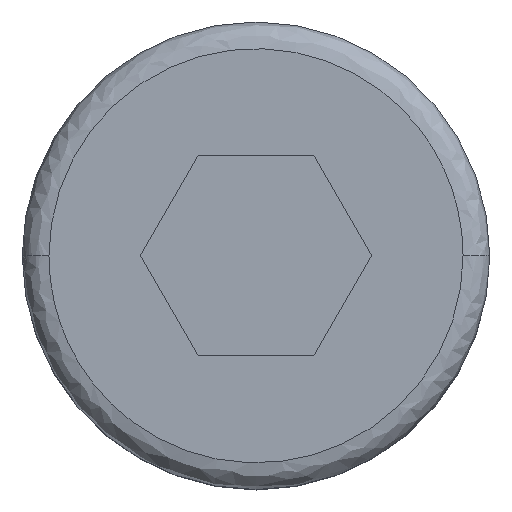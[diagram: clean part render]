
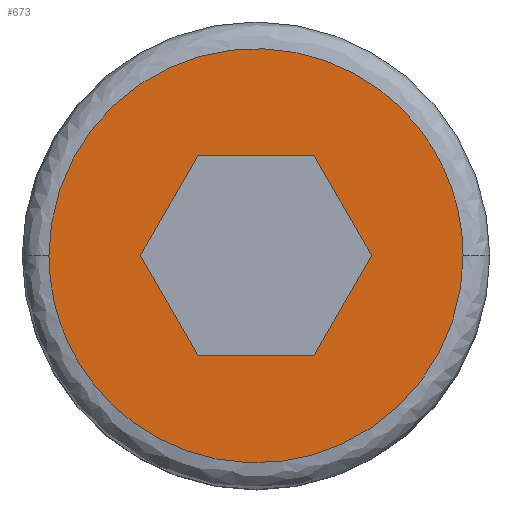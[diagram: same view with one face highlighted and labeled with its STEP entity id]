
A CAD part, top view. The second image highlights one B-rep face of the part: STEP entity #673.
In plain terms, the highlighted planar face has unit normal (0, 0, 1).
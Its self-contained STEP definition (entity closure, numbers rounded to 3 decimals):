
#4 = EDGE_LOOP ( 'NONE', ( #373, #306, #222, #143, #281, #272 ) ) ;
#35 = PLANE ( 'NONE',  #102 ) ;
#37 = CARTESIAN_POINT ( 'NONE',  ( 1.299, 0.75, 4. ) ) ;
#39 = VERTEX_POINT ( 'NONE', #253 ) ;
#55 = LINE ( 'NONE', #104, #590 ) ;
#72 = EDGE_CURVE ( 'NONE', #528, #296, #300, .T. ) ;
#76 = LINE ( 'NONE', #169, #334 ) ;
#77 = LINE ( 'NONE', #427, #626 ) ;
#93 = EDGE_CURVE ( 'NONE', #244, #615, #77, .T. ) ;
#102 = AXIS2_PLACEMENT_3D ( 'NONE', #447, #241, #199 ) ;
#104 = CARTESIAN_POINT ( 'NONE',  ( 0., -1.5, 4. ) ) ;
#112 = CARTESIAN_POINT ( 'NONE',  ( 3.1, -6.2, 4. ) ) ;
#139 = DIRECTION ( 'NONE',  ( 0.5, 0.866, 0. ) ) ;
#143 = ORIENTED_EDGE ( 'NONE', *, *, #369, .T. ) ;
#149 = CARTESIAN_POINT ( 'NONE',  ( 0.866, -1.5, 4. ) ) ;
#159 = DIRECTION ( 'NONE',  ( -1., 0., 0. ) ) ;
#165 = VECTOR ( 'NONE', #616, 1000. ) ;
#167 = DIRECTION ( 'NONE',  ( -0.5, -0.866, 0. ) ) ;
#168 = VERTEX_POINT ( 'NONE', #534 ) ;
#169 = CARTESIAN_POINT ( 'NONE',  ( 1.299, -0.75, 4. ) ) ;
#180 = CARTESIAN_POINT ( 'NONE',  ( -3.1, 0., 4. ) ) ;
#186 = CARTESIAN_POINT ( 'NONE',  ( 3.1, 0., 4. ) ) ;
#189 = EDGE_CURVE ( 'NONE', #39, #471, #76, .T. ) ;
#199 = DIRECTION ( 'NONE',  ( 1., 0., 0. ) ) ;
#202 = LINE ( 'NONE', #363, #602 ) ;
#217 = FACE_OUTER_BOUND ( 'NONE', #442, .T. ) ;
#222 = ORIENTED_EDGE ( 'NONE', *, *, #93, .T. ) ;
#237 = CARTESIAN_POINT ( 'NONE',  ( 3.1, 6.2, 4. ) ) ;
#239 = LINE ( 'NONE', #37, #165 ) ;
#241 = DIRECTION ( 'NONE',  ( 0., 0., 1. ) ) ;
#244 = VERTEX_POINT ( 'NONE', #582 ) ;
#253 = CARTESIAN_POINT ( 'NONE',  ( 1.732, 0., 4. ) ) ;
#272 = ORIENTED_EDGE ( 'NONE', *, *, #339, .T. ) ;
#281 = ORIENTED_EDGE ( 'NONE', *, *, #189, .T. ) ;
#296 = VERTEX_POINT ( 'NONE', #180 ) ;
#298 = EDGE_CURVE ( 'NONE', #618, #168, #449, .T. ) ;
#300 =( BOUNDED_CURVE ( )  B_SPLINE_CURVE ( 3, ( #380, #112, #482, #475 ),
 .UNSPECIFIED., .F., .T. ) 
 B_SPLINE_CURVE_WITH_KNOTS ( ( 4, 4 ),
 ( 0., 0.5 ),
 .UNSPECIFIED. ) 
 CURVE ( )  GEOMETRIC_REPRESENTATION_ITEM ( )  RATIONAL_B_SPLINE_CURVE ( ( 1., 0.333, 0.333, 1. ) ) 
 REPRESENTATION_ITEM ( '' )  );
#306 = ORIENTED_EDGE ( 'NONE', *, *, #640, .T. ) ;
#329 = FACE_BOUND ( 'NONE', #4, .T. ) ;
#334 = VECTOR ( 'NONE', #167, 1000. ) ;
#338 = CARTESIAN_POINT ( 'NONE',  ( -1.299, -0.75, 4. ) ) ;
#339 = EDGE_CURVE ( 'NONE', #471, #618, #55, .T. ) ;
#346 = CARTESIAN_POINT ( 'NONE',  ( -3.1, 6.2, 4. ) ) ;
#363 = CARTESIAN_POINT ( 'NONE',  ( -1.732, 0., 4. ) ) ;
#369 = EDGE_CURVE ( 'NONE', #615, #39, #239, .T. ) ;
#373 = ORIENTED_EDGE ( 'NONE', *, *, #298, .T. ) ;
#380 = CARTESIAN_POINT ( 'NONE',  ( 3.1, 0., 4. ) ) ;
#390 = DIRECTION ( 'NONE',  ( -0.5, 0.866, 0. ) ) ;
#408 = CARTESIAN_POINT ( 'NONE',  ( 0.866, 1.5, 4. ) ) ;
#427 = CARTESIAN_POINT ( 'NONE',  ( 0., 1.5, 4. ) ) ;
#440 = VECTOR ( 'NONE', #390, 1000. ) ;
#442 = EDGE_LOOP ( 'NONE', ( #563, #472 ) ) ;
#447 = CARTESIAN_POINT ( 'NONE',  ( 1.55, 0., 4. ) ) ;
#448 =( BOUNDED_CURVE ( )  B_SPLINE_CURVE ( 3, ( #544, #346, #237, #186 ),
 .UNSPECIFIED., .F., .F. ) 
 B_SPLINE_CURVE_WITH_KNOTS ( ( 4, 4 ),
 ( 0.5, 1. ),
 .UNSPECIFIED. ) 
 CURVE ( )  GEOMETRIC_REPRESENTATION_ITEM ( )  RATIONAL_B_SPLINE_CURVE ( ( 1., 0.333, 0.333, 1. ) ) 
 REPRESENTATION_ITEM ( '' )  );
#449 = LINE ( 'NONE', #338, #440 ) ;
#471 = VERTEX_POINT ( 'NONE', #149 ) ;
#472 = ORIENTED_EDGE ( 'NONE', *, *, #535, .F. ) ;
#475 = CARTESIAN_POINT ( 'NONE',  ( -3.1, 0., 4. ) ) ;
#482 = CARTESIAN_POINT ( 'NONE',  ( -3.1, -6.2, 4. ) ) ;
#528 = VERTEX_POINT ( 'NONE', #657 ) ;
#534 = CARTESIAN_POINT ( 'NONE',  ( -1.732, 0., 4. ) ) ;
#535 = EDGE_CURVE ( 'NONE', #296, #528, #448, .T. ) ;
#544 = CARTESIAN_POINT ( 'NONE',  ( -3.1, 0., 4. ) ) ;
#563 = ORIENTED_EDGE ( 'NONE', *, *, #72, .F. ) ;
#570 = DIRECTION ( 'NONE',  ( 1., 0., 0. ) ) ;
#582 = CARTESIAN_POINT ( 'NONE',  ( -0.866, 1.5, 4. ) ) ;
#590 = VECTOR ( 'NONE', #159, 1000. ) ;
#602 = VECTOR ( 'NONE', #139, 1000. ) ;
#604 = CARTESIAN_POINT ( 'NONE',  ( -0.866, -1.5, 4. ) ) ;
#615 = VERTEX_POINT ( 'NONE', #408 ) ;
#616 = DIRECTION ( 'NONE',  ( 0.5, -0.866, 0. ) ) ;
#618 = VERTEX_POINT ( 'NONE', #604 ) ;
#626 = VECTOR ( 'NONE', #570, 1000. ) ;
#640 = EDGE_CURVE ( 'NONE', #168, #244, #202, .T. ) ;
#657 = CARTESIAN_POINT ( 'NONE',  ( 3.1, 0., 4. ) ) ;
#673 = ADVANCED_FACE ( 'NONE', ( #217, #329 ), #35, .T. ) ;
